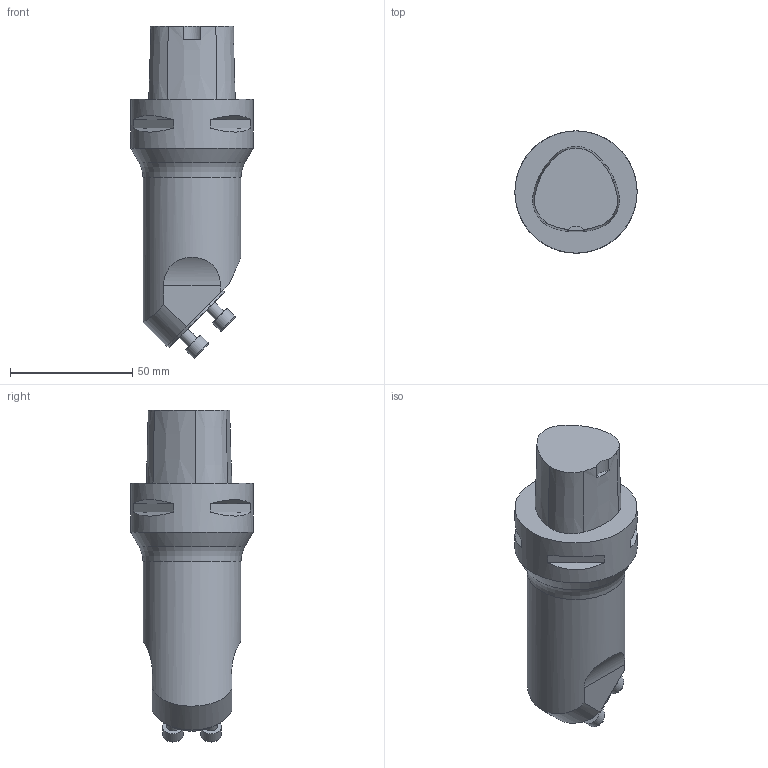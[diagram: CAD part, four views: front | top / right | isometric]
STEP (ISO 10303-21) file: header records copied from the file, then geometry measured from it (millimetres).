
FILE_DESCRIPTION(/* description */ (''),/* implementation_level */ '2;1');
FILE_NAME(/* name */ '1524211914467.stp',/* time_stamp */ '2018-04-20T10:12:03+02:00',/* author */ (''),/* organization */ ('SMS'),/* preprocessor_version */ 'ST-DEVELOPER v15',/* originating_system */ 'SIEMENS PLM Software NX 8.5',/* authorisation */ '');
FILE_SCHEMA (('AUTOMOTIVE_DESIGN { 1 0 10303 214 3 1 1 1 }'));
Length unit declared in the file: millimetre
Products named in the file (1): 112030181mod000_00
Bounding box: 50 x 50 x 135.71 mm (x, y, z)
Volume: 154357.4 mm3; surface area: 19676.5 mm2
Topology: 1 solids, 1 shells, 55 faces, 120 edges, 84 vertices
Faces by surface type: plane 28, cylinder 15, cone 7, torus 5
Full cylindrical faces by diameter (mm): 5 x4, 8.5 x4, 32 x1, 40 x1, 50 x1
Entity records: 1474 total; most frequent: CARTESIAN_POINT 294, DIRECTION 257, ORIENTED_EDGE 184, AXIS2_PLACEMENT_3D 112, EDGE_CURVE 92, EDGE_LOOP 86, VERTEX_POINT 70, ADVANCED_FACE 55
